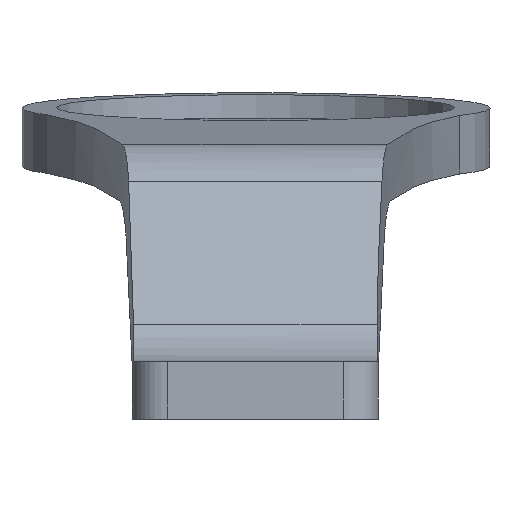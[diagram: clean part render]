
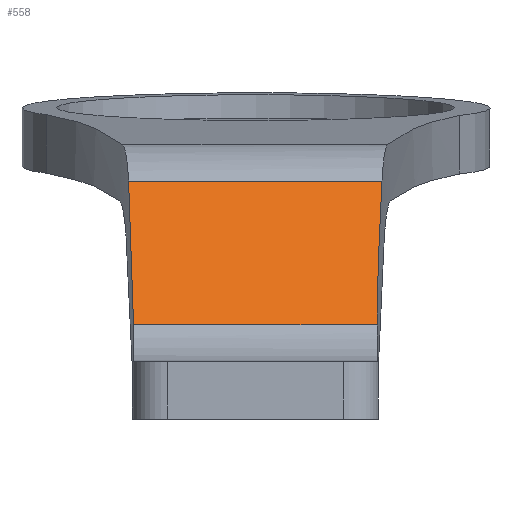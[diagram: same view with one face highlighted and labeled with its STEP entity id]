
A CAD part, left-side view. The second image highlights one B-rep face of the part: STEP entity #558.
In plain terms, the highlighted planar face has unit normal (-0.727, 0, 0.687).
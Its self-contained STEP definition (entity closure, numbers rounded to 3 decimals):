
#28=B_SPLINE_CURVE_WITH_KNOTS('',3,(#881,#882,#883,#884),.UNSPECIFIED.,
 .F.,.F.,(4,4),(-1.696,0.),.UNSPECIFIED.);
#29=B_SPLINE_CURVE_WITH_KNOTS('',3,(#889,#890,#891,#892,#893,#894,#895,
#896,#897,#898,#899,#900,#901,#902,#903,#904,#905,#906,#907,#908,#909,#910,
#911,#912),.UNSPECIFIED.,.F.,.F.,(4,2,2,2,2,2,2,2,2,2,2,4),(-1.848,
-1.696,-1.696,-1.696,-1.696,
-1.696,-1.696,-1.696,-1.696,
-1.696,-1.692,-0.05),.UNSPECIFIED.);
#54=PLANE('',#614);
#72=FACE_OUTER_BOUND('',#107,.T.);
#107=EDGE_LOOP('',(#406,#407,#408,#409,#410));
#143=LINE('',#870,#180);
#144=LINE('',#886,#181);
#145=LINE('',#888,#182);
#180=VECTOR('',#700,10.);
#181=VECTOR('',#703,10.);
#182=VECTOR('',#704,10.);
#251=VERTEX_POINT('',#860);
#252=VERTEX_POINT('',#869);
#253=VERTEX_POINT('',#880);
#254=VERTEX_POINT('',#885);
#255=VERTEX_POINT('',#887);
#311=EDGE_CURVE('',#252,#251,#143,.T.);
#313=EDGE_CURVE('',#251,#253,#28,.T.);
#314=EDGE_CURVE('',#253,#254,#144,.T.);
#315=EDGE_CURVE('',#255,#254,#145,.T.);
#316=EDGE_CURVE('',#255,#252,#29,.T.);
#406=ORIENTED_EDGE('',*,*,#313,.T.);
#407=ORIENTED_EDGE('',*,*,#314,.T.);
#408=ORIENTED_EDGE('',*,*,#315,.F.);
#409=ORIENTED_EDGE('',*,*,#316,.T.);
#410=ORIENTED_EDGE('',*,*,#311,.T.);
#558=ADVANCED_FACE('',(#72),#54,.T.);
#614=AXIS2_PLACEMENT_3D('',#879,#701,#702);
#700=DIRECTION('',(0.,1.,0.));
#701=DIRECTION('center_axis',(-0.727,0.,0.687));
#702=DIRECTION('ref_axis',(0.687,0.,0.727));
#703=DIRECTION('',(-0.687,0.,-0.727));
#704=DIRECTION('',(0.,1.,0.));
#860=CARTESIAN_POINT('',(79.351,10.78,90.043));
#869=CARTESIAN_POINT('',(79.351,-10.863,90.043));
#870=CARTESIAN_POINT('',(79.351,0.,90.043));
#879=CARTESIAN_POINT('Origin',(67.732,0.,77.75));
#880=CARTESIAN_POINT('',(67.801,10.359,77.824));
#881=CARTESIAN_POINT('Ctrl Pts',(79.351,10.78,90.043));
#882=CARTESIAN_POINT('Ctrl Pts',(75.511,10.535,85.981));
#883=CARTESIAN_POINT('Ctrl Pts',(71.684,10.379,81.932));
#884=CARTESIAN_POINT('Ctrl Pts',(67.801,10.359,77.824));
#885=CARTESIAN_POINT('',(67.732,10.359,77.75));
#886=CARTESIAN_POINT('',(65.741,10.36,75.643));
#887=CARTESIAN_POINT('',(67.732,-10.457,77.75));
#888=CARTESIAN_POINT('',(67.732,0.,77.75));
#889=CARTESIAN_POINT('Ctrl Pts',(67.732,-10.457,77.75));
#890=CARTESIAN_POINT('Ctrl Pts',(67.83,-10.458,77.854));
#891=CARTESIAN_POINT('Ctrl Pts',(67.927,-10.458,77.957));
#892=CARTESIAN_POINT('Ctrl Pts',(68.025,-10.459,78.06));
#893=CARTESIAN_POINT('Ctrl Pts',(68.025,-10.459,78.06));
#894=CARTESIAN_POINT('Ctrl Pts',(68.025,-10.459,78.06));
#895=CARTESIAN_POINT('Ctrl Pts',(68.025,-10.459,78.06));
#896=CARTESIAN_POINT('Ctrl Pts',(68.025,-10.459,78.061));
#897=CARTESIAN_POINT('Ctrl Pts',(68.025,-10.459,78.061));
#898=CARTESIAN_POINT('Ctrl Pts',(68.026,-10.459,78.061));
#899=CARTESIAN_POINT('Ctrl Pts',(68.026,-10.459,78.061));
#900=CARTESIAN_POINT('Ctrl Pts',(68.026,-10.459,78.061));
#901=CARTESIAN_POINT('Ctrl Pts',(68.026,-10.459,78.061));
#902=CARTESIAN_POINT('Ctrl Pts',(68.026,-10.459,78.061));
#903=CARTESIAN_POINT('Ctrl Pts',(68.026,-10.459,78.061));
#904=CARTESIAN_POINT('Ctrl Pts',(68.026,-10.459,78.062));
#905=CARTESIAN_POINT('Ctrl Pts',(68.027,-10.459,78.062));
#906=CARTESIAN_POINT('Ctrl Pts',(68.027,-10.459,78.063));
#907=CARTESIAN_POINT('Ctrl Pts',(68.028,-10.459,78.063));
#908=CARTESIAN_POINT('Ctrl Pts',(68.038,-10.459,78.074));
#909=CARTESIAN_POINT('Ctrl Pts',(68.047,-10.459,78.084));
#910=CARTESIAN_POINT('Ctrl Pts',(71.852,-10.483,82.11));
#911=CARTESIAN_POINT('Ctrl Pts',(75.596,-10.632,86.071));
#912=CARTESIAN_POINT('Ctrl Pts',(79.351,-10.863,90.043));
